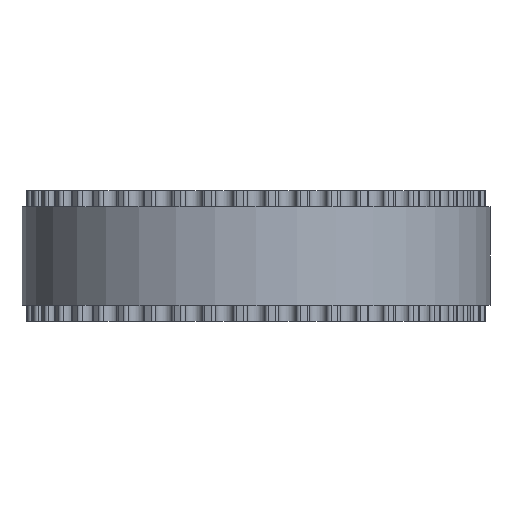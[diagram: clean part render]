
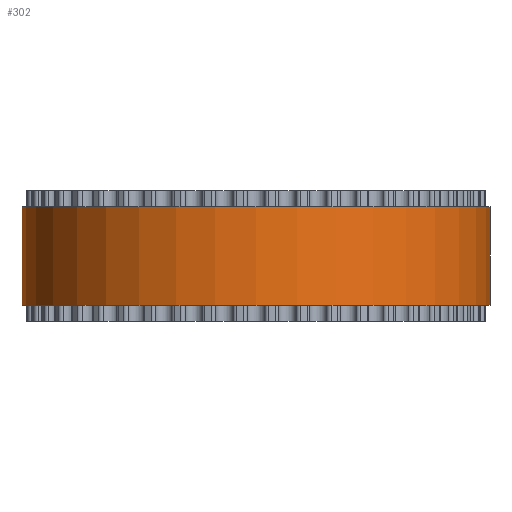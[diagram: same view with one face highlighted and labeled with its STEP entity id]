
A CAD part, front view. The second image highlights one B-rep face of the part: STEP entity #302.
In plain terms, the highlighted cylindrical face has radius 14.324 mm (diameter 28.648 mm), a full revolution.
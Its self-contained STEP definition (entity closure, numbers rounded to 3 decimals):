
#97=FACE_BOUND('',#848,.T.);
#98=FACE_BOUND('',#849,.T.);
#302=ADVANCED_FACE('',(#97,#98),#483,.T.);
#483=CYLINDRICAL_SURFACE('',#4103,14.324);
#848=EDGE_LOOP('',(#2290));
#849=EDGE_LOOP('',(#2291));
#2290=ORIENTED_EDGE('',*,*,#3194,.T.);
#2291=ORIENTED_EDGE('',*,*,#3195,.T.);
#2652=VERTEX_POINT('',#6460);
#2653=VERTEX_POINT('',#6462);
#3194=EDGE_CURVE('',#2652,#2652,#3556,.T.);
#3195=EDGE_CURVE('',#2653,#2653,#3557,.T.);
#3556=CIRCLE('',#4101,14.324);
#3557=CIRCLE('',#4102,14.324);
#4101=AXIS2_PLACEMENT_3D('',#6459,#5370,#5371);
#4102=AXIS2_PLACEMENT_3D('',#6461,#5372,#5373);
#4103=AXIS2_PLACEMENT_3D('',#6463,#5374,#5375);
#5370=DIRECTION('',(0.,0.,1.));
#5371=DIRECTION('',(1.,0.,0.));
#5372=DIRECTION('',(0.,0.,-1.));
#5373=DIRECTION('',(1.,0.,0.));
#5374=DIRECTION('',(0.,0.,1.));
#5375=DIRECTION('',(1.,0.,0.));
#6459=CARTESIAN_POINT('',(0.,0.,1.));
#6460=CARTESIAN_POINT('',(14.324,0.,1.));
#6461=CARTESIAN_POINT('',(0.,0.,7.));
#6462=CARTESIAN_POINT('',(14.324,0.,7.));
#6463=CARTESIAN_POINT('',(0.,0.,1.));
